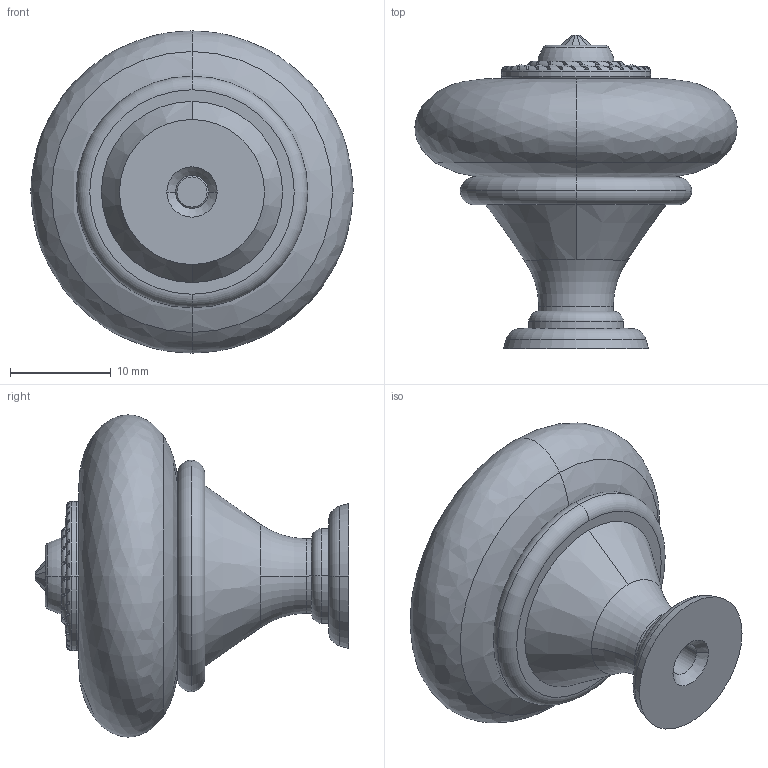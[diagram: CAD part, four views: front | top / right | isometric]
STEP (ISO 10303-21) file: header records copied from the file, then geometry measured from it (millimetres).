
FILE_DESCRIPTION(('Creo Elements/Direct Modeling STEP Export'),'2;1');
FILE_NAME('SP81-32.stp','2024-04-23T12:44:18',(''),(''),'Creo Elements/Direct Modeling STEP processor for AP214 (Solid Model)','Creo Elements/Direct Modeling 20.0 12-Nov-2016 (C) Parametric Technology GmbH','');
FILE_SCHEMA(('AUTOMOTIVE_DESIGN { 1 0 10303 214 1 1 1 1 }'));
Length unit declared in the file: millimetre
Products named in the file (6): Sockel; Porzellan; Gewindestift; Obereteil; Stein; ZN-9855
Assembly tree (5 placements, depth 2):
  ZN-9855
    Stein
    Obereteil
    Gewindestift
    Porzellan
    Sockel
Bounding box: 32 x 31.12 x 32 mm (x, y, z)
Volume: 8739.9 mm3; surface area: 5113.3 mm2
Topology: 5 solids, 5 shells, 310 faces, 648 edges, 425 vertices
Faces by surface type: plane 210, torus 28, cylinder 26, sphere 22, cone 20, revolution 4
Entity records: 15952 total; most frequent: CARTESIAN_POINT 9250, ORIENTED_EDGE 1292, DIRECTION 1286, EDGE_CURVE 646, AXIS2_PLACEMENT_3D 527, VERTEX_POINT 425, EDGE_LOOP 393, FACE_OUTER_BOUND 310
